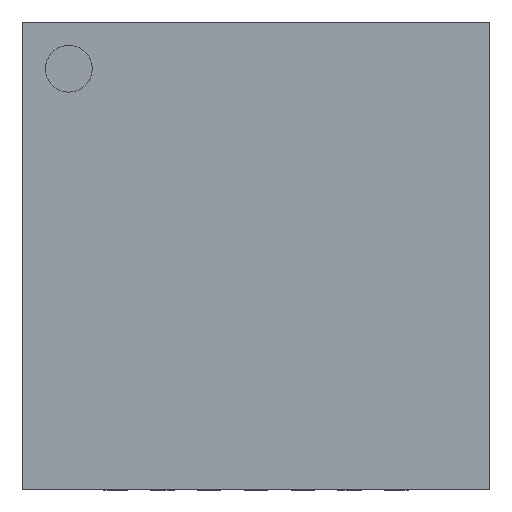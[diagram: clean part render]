
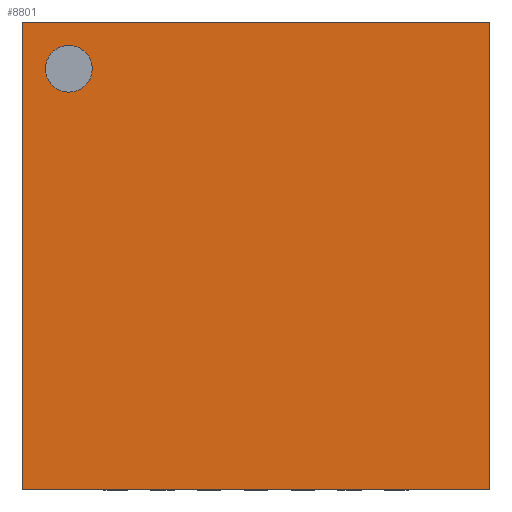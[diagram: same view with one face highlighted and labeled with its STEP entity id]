
A CAD part, top view. The second image highlights one B-rep face of the part: STEP entity #8801.
In plain terms, the highlighted planar face has unit normal (0, 0, 1).
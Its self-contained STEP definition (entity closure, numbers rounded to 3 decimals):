
#4657=CARTESIAN_POINT('',(-1.75,2.0,1.0));
#4658=VERTEX_POINT('',#4657);
#4667=CARTESIAN_POINT('',(-2.25,2.0,1.0));
#4668=VERTEX_POINT('',#4667);
#4669=CARTESIAN_POINT('',(-2.0,2.0,1.0));
#4670=DIRECTION('',(0.0,0.0,-1.0));
#4671=DIRECTION('',(1.0,0.0,0.0));
#4672=AXIS2_PLACEMENT_3D('',#4669,#4670,#4671);
#4673=CIRCLE('',#4672,0.25);
#4674=EDGE_CURVE('',#4668,#4658,#4673,.T.);
#8419=CARTESIAN_POINT('',(2.5,-2.5,1.0));
#8420=VERTEX_POINT('',#8419);
#8427=CARTESIAN_POINT('',(-2.5,-2.5,1.0));
#8428=VERTEX_POINT('',#8427);
#8429=CARTESIAN_POINT('',(2.5,-2.5,1.0));
#8430=DIRECTION('',(-1.0,0.0,0.0));
#8431=VECTOR('',#8430,5.);
#8432=LINE('',#8429,#8431);
#8433=EDGE_CURVE('',#8420,#8428,#8432,.T.);
#8530=CARTESIAN_POINT('',(-2.5,2.5,1.0));
#8531=VERTEX_POINT('',#8530);
#8532=CARTESIAN_POINT('',(-2.5,-2.5,1.0));
#8533=DIRECTION('',(0.0,1.0,0.0));
#8534=VECTOR('',#8533,5.);
#8535=LINE('',#8532,#8534);
#8536=EDGE_CURVE('',#8428,#8531,#8535,.T.);
#8587=CARTESIAN_POINT('',(-2.0,2.0,1.0));
#8588=DIRECTION('',(0.0,0.0,-1.0));
#8589=DIRECTION('',(1.0,0.0,0.0));
#8590=AXIS2_PLACEMENT_3D('',#8587,#8588,#8589);
#8591=CIRCLE('',#8590,0.25);
#8592=EDGE_CURVE('',#4658,#4668,#8591,.T.);
#8639=CARTESIAN_POINT('',(2.5,2.5,1.0));
#8640=VERTEX_POINT('',#8639);
#8647=CARTESIAN_POINT('',(2.5,2.5,1.0));
#8648=DIRECTION('',(0.0,-1.0,0.0));
#8649=VECTOR('',#8648,5.);
#8650=LINE('',#8647,#8649);
#8651=EDGE_CURVE('',#8640,#8420,#8650,.T.);
#8741=CARTESIAN_POINT('',(-2.5,2.5,1.0));
#8742=DIRECTION('',(1.0,0.0,0.0));
#8743=VECTOR('',#8742,5.0);
#8744=LINE('',#8741,#8743);
#8745=EDGE_CURVE('',#8531,#8640,#8744,.T.);
#8786=CARTESIAN_POINT('',(0.,0.,1.0));
#8787=DIRECTION('',(0.0,0.0,1.0));
#8788=DIRECTION('',(1.0,0.0,0.0));
#8789=AXIS2_PLACEMENT_3D('',#8786,#8787,#8788);
#8790=PLANE('',#8789);
#8791=ORIENTED_EDGE('',*,*,#8651,.F.);
#8792=ORIENTED_EDGE('',*,*,#8745,.F.);
#8793=ORIENTED_EDGE('',*,*,#8536,.F.);
#8794=ORIENTED_EDGE('',*,*,#8433,.F.);
#8795=EDGE_LOOP('',(#8791,#8792,#8793,#8794));
#8796=FACE_OUTER_BOUND('',#8795,.T.);
#8797=ORIENTED_EDGE('',*,*,#8592,.T.);
#8798=ORIENTED_EDGE('',*,*,#4674,.T.);
#8799=EDGE_LOOP('',(#8797,#8798));
#8800=FACE_BOUND('',#8799,.T.);
#8801=ADVANCED_FACE('',(#8796,#8800),#8790,.T.);
